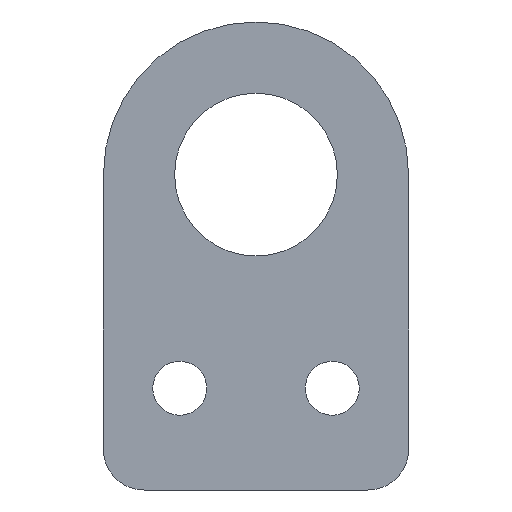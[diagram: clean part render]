
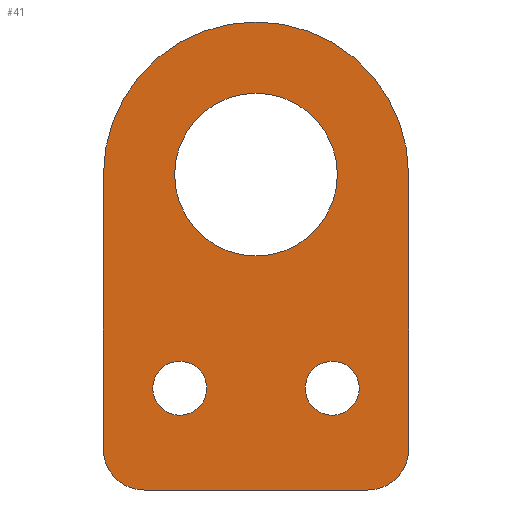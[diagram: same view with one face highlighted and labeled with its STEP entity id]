
A CAD part, front view. The second image highlights one B-rep face of the part: STEP entity #41.
In plain terms, the highlighted planar face has unit normal (0, -1, 0).
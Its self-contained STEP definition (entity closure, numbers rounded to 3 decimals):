
#8 = DIRECTION ( 'NONE',  ( 0., 1., 0. ) ) ;
#32 = CARTESIAN_POINT ( 'NONE',  ( 0., 0., -8. ) ) ;
#34 = EDGE_CURVE ( 'NONE', #978, #702, #73, .T. ) ;
#41 = ADVANCED_FACE ( 'NONE', ( #278, #613, #228, #903 ), #447, .F. ) ;
#58 = AXIS2_PLACEMENT_3D ( 'NONE', #78, #152, #366 ) ;
#66 = VECTOR ( 'NONE', #191, 1000. ) ;
#71 = VERTEX_POINT ( 'NONE', #384 ) ;
#73 = LINE ( 'NONE', #420, #66 ) ;
#78 = CARTESIAN_POINT ( 'NONE',  ( 7.5, 0., -21. ) ) ;
#91 = CIRCLE ( 'NONE', #638, 2.65 ) ;
#100 = CARTESIAN_POINT ( 'NONE',  ( 0., 0., 0. ) ) ;
#102 = CARTESIAN_POINT ( 'NONE',  ( -7.5, 0., -23.65 ) ) ;
#133 = VECTOR ( 'NONE', #689, 1000. ) ;
#144 = DIRECTION ( 'NONE',  ( 1., 0., 0. ) ) ;
#146 = CARTESIAN_POINT ( 'NONE',  ( 7.5, 0., -21. ) ) ;
#148 = CIRCLE ( 'NONE', #409, 8. ) ;
#152 = DIRECTION ( 'NONE',  ( 0., 1., 0. ) ) ;
#153 = DIRECTION ( 'NONE',  ( 0., 0., 1. ) ) ;
#162 = CARTESIAN_POINT ( 'NONE',  ( 15., 0., 0. ) ) ;
#170 = AXIS2_PLACEMENT_3D ( 'NONE', #146, #926, #902 ) ;
#173 = DIRECTION ( 'NONE',  ( 0., 1., 0. ) ) ;
#191 = DIRECTION ( 'NONE',  ( 0., 0., -1. ) ) ;
#207 = ORIENTED_EDGE ( 'NONE', *, *, #549, .T. ) ;
#208 = EDGE_LOOP ( 'NONE', ( #603, #976 ) ) ;
#212 = CIRCLE ( 'NONE', #970, 4. ) ;
#227 = CIRCLE ( 'NONE', #58, 2.65 ) ;
#228 = FACE_OUTER_BOUND ( 'NONE', #587, .T. ) ;
#230 = CARTESIAN_POINT ( 'NONE',  ( 0., 0., 0. ) ) ;
#249 = EDGE_CURVE ( 'NONE', #71, #900, #91, .T. ) ;
#251 = CARTESIAN_POINT ( 'NONE',  ( -15., 0., -27. ) ) ;
#265 = DIRECTION ( 'NONE',  ( 0., -1., 0. ) ) ;
#267 = ORIENTED_EDGE ( 'NONE', *, *, #34, .F. ) ;
#271 = CARTESIAN_POINT ( 'NONE',  ( 0., 0., 8. ) ) ;
#276 = EDGE_CURVE ( 'NONE', #900, #71, #842, .T. ) ;
#278 = FACE_BOUND ( 'NONE', #208, .T. ) ;
#296 = DIRECTION ( 'NONE',  ( 0., 0., 1. ) ) ;
#307 = EDGE_CURVE ( 'NONE', #417, #386, #148, .T. ) ;
#312 = CARTESIAN_POINT ( 'NONE',  ( 11., 0., -27. ) ) ;
#323 = AXIS2_PLACEMENT_3D ( 'NONE', #901, #265, #888 ) ;
#340 = CIRCLE ( 'NONE', #170, 2.65 ) ;
#361 = EDGE_CURVE ( 'NONE', #978, #929, #552, .T. ) ;
#366 = DIRECTION ( 'NONE',  ( 0., 0., 1. ) ) ;
#376 = CARTESIAN_POINT ( 'NONE',  ( -7.5, 0., -21. ) ) ;
#377 = EDGE_CURVE ( 'NONE', #975, #619, #821, .T. ) ;
#379 = ORIENTED_EDGE ( 'NONE', *, *, #590, .T. ) ;
#384 = CARTESIAN_POINT ( 'NONE',  ( -7.5, 0., -18.35 ) ) ;
#386 = VERTEX_POINT ( 'NONE', #271 ) ;
#387 = CARTESIAN_POINT ( 'NONE',  ( -15., 0., 0. ) ) ;
#394 = CARTESIAN_POINT ( 'NONE',  ( -15., 0., 0. ) ) ;
#395 = AXIS2_PLACEMENT_3D ( 'NONE', #230, #763, #296 ) ;
#409 = AXIS2_PLACEMENT_3D ( 'NONE', #610, #940, #919 ) ;
#416 = EDGE_CURVE ( 'NONE', #386, #417, #461, .T. ) ;
#417 = VERTEX_POINT ( 'NONE', #32 ) ;
#420 = CARTESIAN_POINT ( 'NONE',  ( 15., 0., 0. ) ) ;
#437 = VERTEX_POINT ( 'NONE', #528 ) ;
#447 = PLANE ( 'NONE',  #395 ) ;
#455 = DIRECTION ( 'NONE',  ( 0., 0., 1. ) ) ;
#461 = CIRCLE ( 'NONE', #776, 8. ) ;
#484 = LINE ( 'NONE', #387, #133 ) ;
#505 = ORIENTED_EDGE ( 'NONE', *, *, #857, .T. ) ;
#507 = EDGE_LOOP ( 'NONE', ( #729, #820 ) ) ;
#522 = CARTESIAN_POINT ( 'NONE',  ( -11., 0., -27. ) ) ;
#528 = CARTESIAN_POINT ( 'NONE',  ( 11., 0., -31. ) ) ;
#533 = ORIENTED_EDGE ( 'NONE', *, *, #861, .T. ) ;
#544 = DIRECTION ( 'NONE',  ( 0., 0., 1. ) ) ;
#549 = EDGE_CURVE ( 'NONE', #437, #702, #212, .T. ) ;
#552 = CIRCLE ( 'NONE', #323, 15. ) ;
#555 = DIRECTION ( 'NONE',  ( 0., 0., 1. ) ) ;
#587 = EDGE_LOOP ( 'NONE', ( #505, #207, #267, #591, #962, #804 ) ) ;
#590 = EDGE_CURVE ( 'NONE', #834, #742, #340, .T. ) ;
#591 = ORIENTED_EDGE ( 'NONE', *, *, #361, .T. ) ;
#603 = ORIENTED_EDGE ( 'NONE', *, *, #249, .T. ) ;
#605 = CARTESIAN_POINT ( 'NONE',  ( 0., 0., -31. ) ) ;
#610 = CARTESIAN_POINT ( 'NONE',  ( 0., 0., 0. ) ) ;
#613 = FACE_BOUND ( 'NONE', #796, .T. ) ;
#619 = VERTEX_POINT ( 'NONE', #622 ) ;
#622 = CARTESIAN_POINT ( 'NONE',  ( -11., 0., -31. ) ) ;
#638 = AXIS2_PLACEMENT_3D ( 'NONE', #376, #173, #544 ) ;
#639 = AXIS2_PLACEMENT_3D ( 'NONE', #522, #716, #966 ) ;
#653 = EDGE_CURVE ( 'NONE', #929, #975, #484, .T. ) ;
#659 = CARTESIAN_POINT ( 'NONE',  ( 7.5, 0., -18.35 ) ) ;
#679 = DIRECTION ( 'NONE',  ( 0., 1., 0. ) ) ;
#689 = DIRECTION ( 'NONE',  ( 0., 0., -1. ) ) ;
#702 = VERTEX_POINT ( 'NONE', #766 ) ;
#703 = CARTESIAN_POINT ( 'NONE',  ( 7.5, 0., -23.65 ) ) ;
#716 = DIRECTION ( 'NONE',  ( 0., -1., 0. ) ) ;
#729 = ORIENTED_EDGE ( 'NONE', *, *, #307, .T. ) ;
#742 = VERTEX_POINT ( 'NONE', #703 ) ;
#763 = DIRECTION ( 'NONE',  ( 0., 1., 0. ) ) ;
#766 = CARTESIAN_POINT ( 'NONE',  ( 15., 0., -27. ) ) ;
#776 = AXIS2_PLACEMENT_3D ( 'NONE', #100, #8, #555 ) ;
#796 = EDGE_LOOP ( 'NONE', ( #379, #533 ) ) ;
#804 = ORIENTED_EDGE ( 'NONE', *, *, #377, .T. ) ;
#814 = DIRECTION ( 'NONE',  ( 0., -1., 0. ) ) ;
#820 = ORIENTED_EDGE ( 'NONE', *, *, #416, .T. ) ;
#821 = CIRCLE ( 'NONE', #639, 4. ) ;
#825 = LINE ( 'NONE', #605, #959 ) ;
#826 = CARTESIAN_POINT ( 'NONE',  ( -7.5, 0., -21. ) ) ;
#834 = VERTEX_POINT ( 'NONE', #659 ) ;
#842 = CIRCLE ( 'NONE', #854, 2.65 ) ;
#854 = AXIS2_PLACEMENT_3D ( 'NONE', #826, #679, #153 ) ;
#857 = EDGE_CURVE ( 'NONE', #619, #437, #825, .T. ) ;
#861 = EDGE_CURVE ( 'NONE', #742, #834, #227, .T. ) ;
#888 = DIRECTION ( 'NONE',  ( 0., 0., 1. ) ) ;
#900 = VERTEX_POINT ( 'NONE', #102 ) ;
#901 = CARTESIAN_POINT ( 'NONE',  ( 0., 0., 0. ) ) ;
#902 = DIRECTION ( 'NONE',  ( 0., 0., 1. ) ) ;
#903 = FACE_BOUND ( 'NONE', #507, .T. ) ;
#919 = DIRECTION ( 'NONE',  ( 0., 0., 1. ) ) ;
#926 = DIRECTION ( 'NONE',  ( 0., 1., 0. ) ) ;
#929 = VERTEX_POINT ( 'NONE', #394 ) ;
#940 = DIRECTION ( 'NONE',  ( 0., 1., 0. ) ) ;
#959 = VECTOR ( 'NONE', #144, 1000. ) ;
#962 = ORIENTED_EDGE ( 'NONE', *, *, #653, .T. ) ;
#966 = DIRECTION ( 'NONE',  ( 0., 0., 1. ) ) ;
#970 = AXIS2_PLACEMENT_3D ( 'NONE', #312, #814, #455 ) ;
#975 = VERTEX_POINT ( 'NONE', #251 ) ;
#976 = ORIENTED_EDGE ( 'NONE', *, *, #276, .T. ) ;
#978 = VERTEX_POINT ( 'NONE', #162 ) ;
